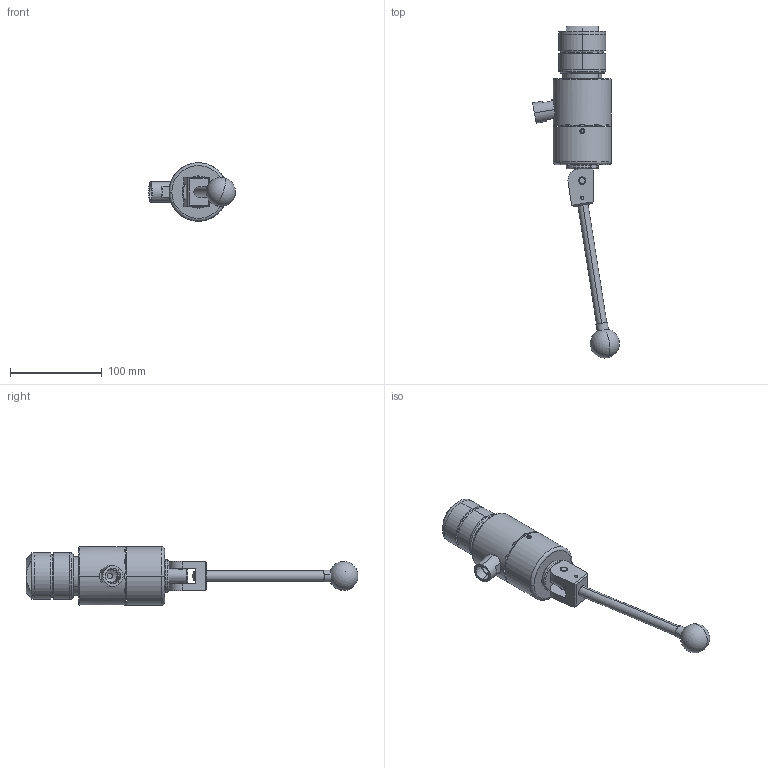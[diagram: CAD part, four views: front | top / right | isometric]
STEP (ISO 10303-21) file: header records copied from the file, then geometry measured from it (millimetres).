
FILE_DESCRIPTION (( 'STEP AP214' ), '1' );
FILE_NAME ('CTSC-003617.STEP', '2025-05-30T17:47:35', ( '' ), ( '' ), 'SwSTEP 2.0', 'SolidWorks 2023', '' );
FILE_SCHEMA (( 'AUTOMOTIVE_DESIGN' ));
Length unit declared in the file: inch
Products named in the file (1): CTSC-003617
Bounding box: 94.33 x 360.99 x 63.5 mm (x, y, z)
Volume: 436088.8 mm3; surface area: 86165.1 mm2
Topology: 10 solids, 11 shells, 318 faces, 766 edges, 482 vertices
Faces by surface type: cylinder 127, plane 117, cone 49, torus 20, bspline 3, sphere 2
Entity records: 15384 total; most frequent: CARTESIAN_POINT 3926, DIRECTION 1544, ORIENTED_EDGE 1514, EDGE_CURVE 757, AXIS2_PLACEMENT_3D 632, VERTEX_POINT 479, EDGE_LOOP 356, UNCERTAINTY_MEASURE_WITH_UNIT 319
